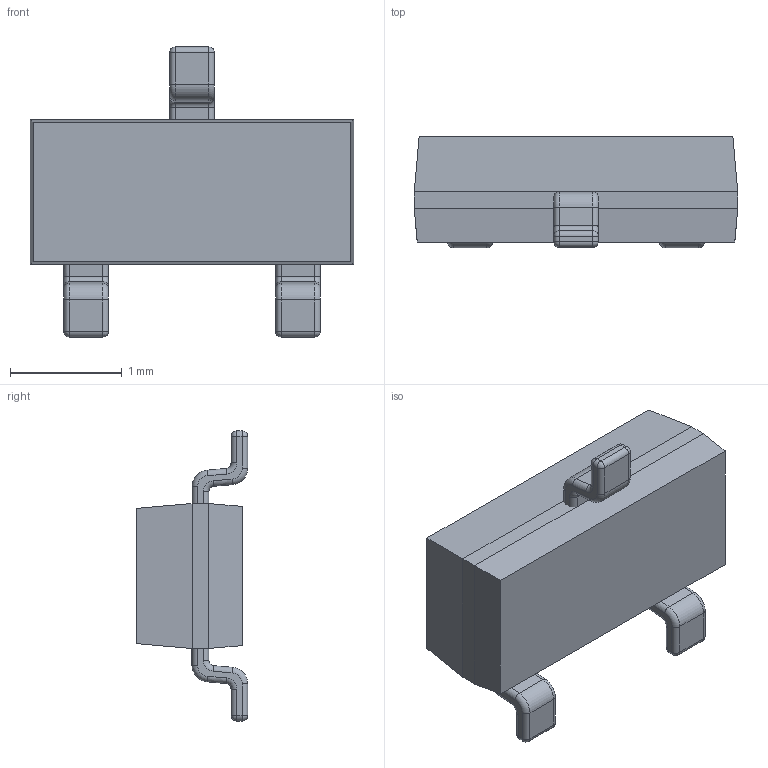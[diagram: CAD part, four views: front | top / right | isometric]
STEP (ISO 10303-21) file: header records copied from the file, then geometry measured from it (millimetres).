
FILE_DESCRIPTION (( 'STEP AP214' ), '1' );
FILE_NAME ('Package, SOT-23.STEP', '2018-07-04T17:44:25', ( '' ), ( '' ), 'SwSTEP 2.0', 'SolidWorks 2018', '' );
FILE_SCHEMA (( 'AUTOMOTIVE_DESIGN' ));
Length unit declared in the file: millimetre
Products named in the file (1): Package, SOT-23
Bounding box: 2.9 x 1 x 2.6 mm (x, y, z)
Volume: 3.7 mm3; surface area: 19.9 mm2
Topology: 4 solids, 4 shells, 149 faces, 328 edges, 176 vertices
Faces by surface type: cylinder 68, plane 45, torus 24, sphere 12
Entity records: 4360 total; most frequent: DIRECTION 740, CARTESIAN_POINT 678, ORIENTED_EDGE 632, EDGE_CURVE 316, AXIS2_PLACEMENT_3D 286, VERTEX_POINT 176, LINE 168, VECTOR 168
